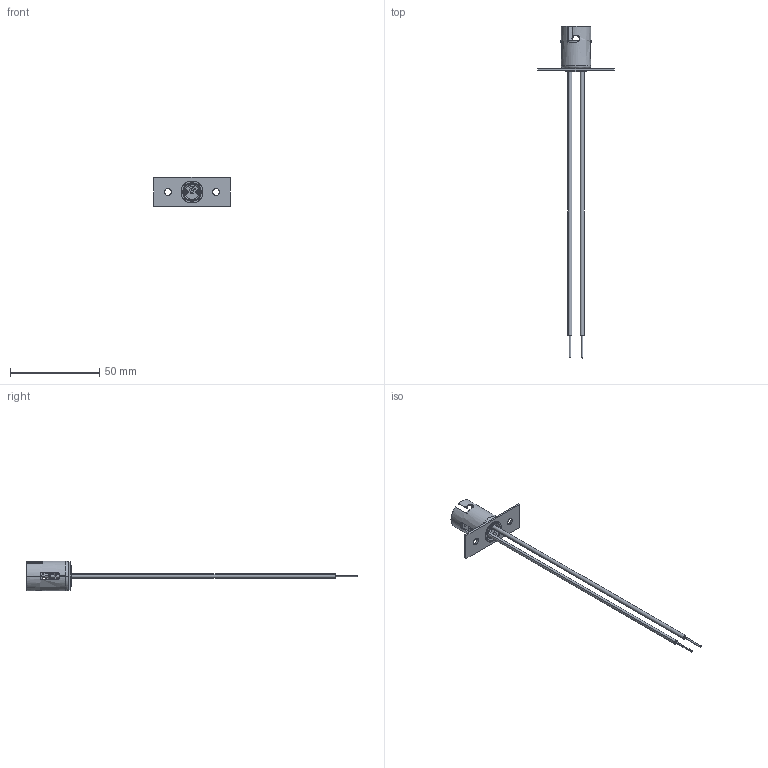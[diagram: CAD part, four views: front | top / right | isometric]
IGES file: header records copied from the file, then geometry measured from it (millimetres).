
Start section: SolidWorks IGES file using analytic representation for surfaces
Global section: file name: 12-225_Series.IGS; native system: SolidWorks 2018; preprocessor: SolidWorks 2018; author: chwang; date: 181010.134941; units: foot
Bounding box: 42.86 x 186.36 x 16.68 mm (x, y, z)
Surface area: 7534.1 mm2 (no closed solid volume)
Topology: 0 solids, 0 shells, 448 faces, 5118 edges, 5110 vertices
Faces by surface type: bspline 392, revolution 56
